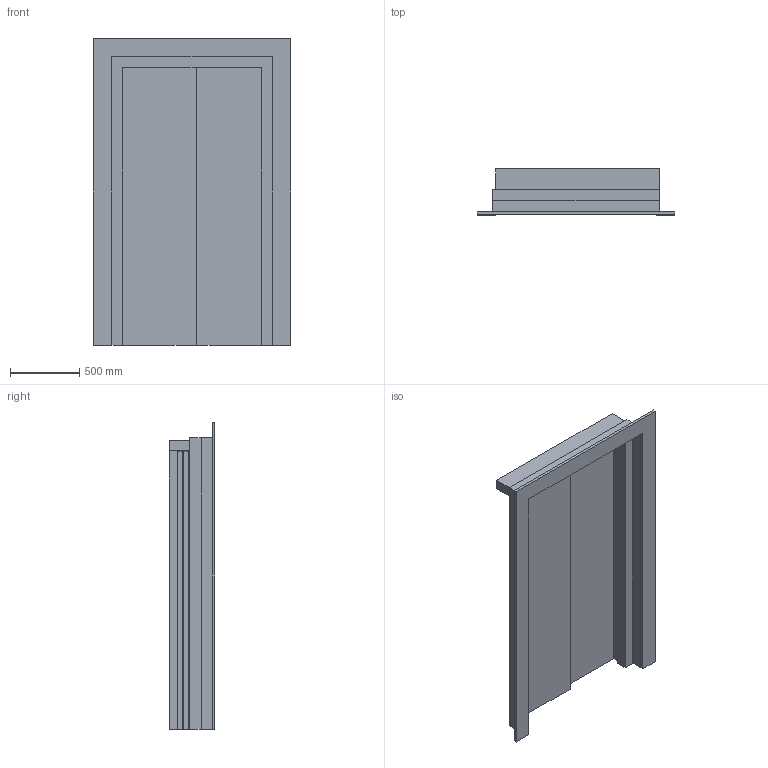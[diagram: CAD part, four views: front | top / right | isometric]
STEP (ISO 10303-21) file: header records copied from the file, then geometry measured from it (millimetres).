
FILE_DESCRIPTION(('FreeCAD Model'),'2;1');
FILE_NAME('Elevator doors with trims.step', '2016-10-04T10:48:23',('Author'),(''), 'Open CASCADE STEP processor 6.8','FreeCAD','Unknown');
FILE_SCHEMA(('AUTOMOTIVE_DESIGN_CC2 { 1 2 10303 214 -1 1 5 4 }'));
Length unit declared in the file: millimetre
Products named in the file (4): ASSEMBLY; Elevator_doors; Trims; Sketch
Assembly tree (3 placements, depth 2):
  ASSEMBLY
    Elevator_doors
    Trims
    Sketch
Bounding box: 1420 x 330 x 2210 mm (x, y, z)
Volume: 177886060 mm3; surface area: 10879072 mm2
Topology: 6 solids, 6 shells, 50 faces, 122 edges, 92 vertices
Faces by surface type: plane 50
Entity records: 3275 total; most frequent: CARTESIAN_POINT 496, DIRECTION 458, LINE 350, VECTOR 350, ORIENTED_EDGE 228, PCURVE 228, DEFINITIONAL_REPRESENTATION 228, EDGE_CURVE 114
